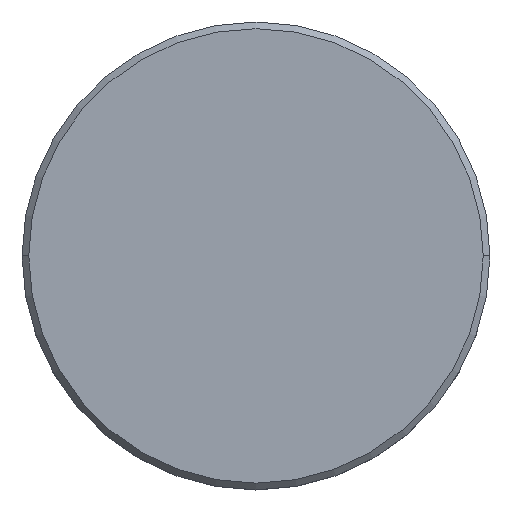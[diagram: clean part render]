
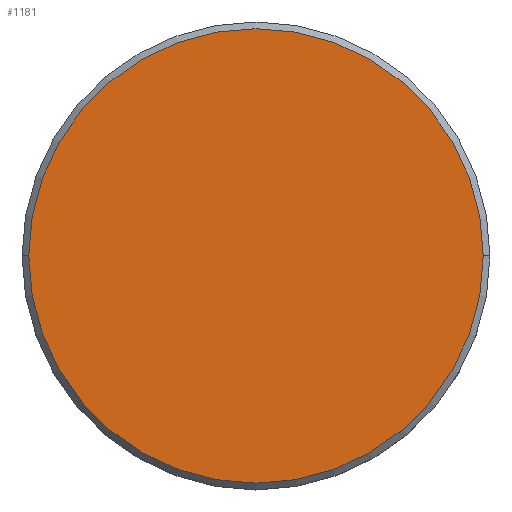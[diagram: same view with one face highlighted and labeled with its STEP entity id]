
A CAD part, top view. The second image highlights one B-rep face of the part: STEP entity #1181.
In plain terms, the highlighted planar face has unit normal (0, 0, 1).
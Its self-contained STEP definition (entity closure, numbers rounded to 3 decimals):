
#139 = FACE_OUTER_BOUND ( 'NONE', #854, .T. ) ;
#184 = VERTEX_POINT ( 'NONE', #361 ) ;
#217 = CARTESIAN_POINT ( 'NONE',  ( 0., 0., 0. ) ) ;
#258 = AXIS2_PLACEMENT_3D ( 'NONE', #873, #578, #963 ) ;
#314 = CIRCLE ( 'NONE', #258, 17. ) ;
#361 = CARTESIAN_POINT ( 'NONE',  ( -17., 0., 0. ) ) ;
#499 = DIRECTION ( 'NONE',  ( 0., 0., 1. ) ) ;
#516 = DIRECTION ( 'NONE',  ( 0., 0., 1. ) ) ;
#543 = ORIENTED_EDGE ( 'NONE', *, *, #894, .T. ) ;
#561 = AXIS2_PLACEMENT_3D ( 'NONE', #217, #499, #1120 ) ;
#578 = DIRECTION ( 'NONE',  ( 0., 0., 1. ) ) ;
#732 = VERTEX_POINT ( 'NONE', #796 ) ;
#796 = CARTESIAN_POINT ( 'NONE',  ( 17., 0., 0. ) ) ;
#854 = EDGE_LOOP ( 'NONE', ( #543, #855 ) ) ;
#855 = ORIENTED_EDGE ( 'NONE', *, *, #960, .T. ) ;
#873 = CARTESIAN_POINT ( 'NONE',  ( 0., 0., 0. ) ) ;
#894 = EDGE_CURVE ( 'NONE', #184, #732, #314, .T. ) ;
#941 = AXIS2_PLACEMENT_3D ( 'NONE', #1159, #516, #979 ) ;
#960 = EDGE_CURVE ( 'NONE', #732, #184, #1015, .T. ) ;
#963 = DIRECTION ( 'NONE',  ( 1., 0., 0. ) ) ;
#979 = DIRECTION ( 'NONE',  ( 1., 0., 0. ) ) ;
#1015 = CIRCLE ( 'NONE', #941, 17. ) ;
#1120 = DIRECTION ( 'NONE',  ( 1., 0., 0. ) ) ;
#1129 = PLANE ( 'NONE',  #561 ) ;
#1159 = CARTESIAN_POINT ( 'NONE',  ( 0., 0., 0. ) ) ;
#1181 = ADVANCED_FACE ( 'NONE', ( #139 ), #1129, .T. ) ;
